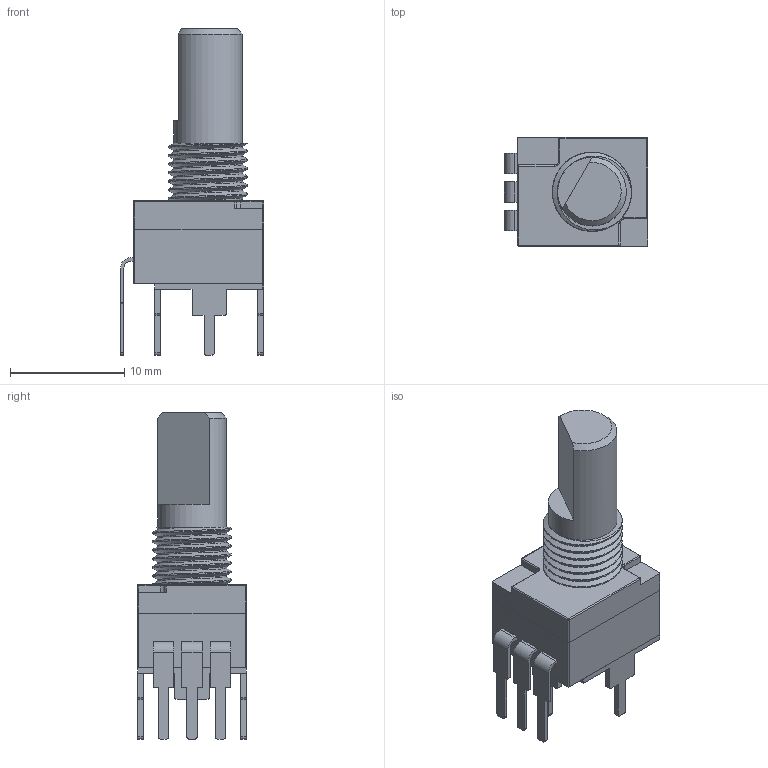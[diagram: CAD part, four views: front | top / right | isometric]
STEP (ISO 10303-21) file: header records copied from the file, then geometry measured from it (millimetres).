
FILE_DESCRIPTION(/* description */ ('Alpha RD901F 9 mm vertical potentiometer, D shaft (pin 1 centered). License: CC BY-SA 4.0.'),/* implementation_level */ '2;1');
FILE_NAME(/* name */ 'RD901F_V_D_pin_1_centered.step',/* time_stamp */ '2020-04-04T21:39:22+02:00',/* author */ ('HSBallina'),/* organization */ ('Bad Pixel'),/* preprocessor_version */ 'ST-DEVELOPER v18',/* originating_system */ 'Autodesk Translation Framework v8.12.0.6',/* authorisation */ '');
FILE_SCHEMA (('AUTOMOTIVE_DESIGN { 1 0 10303 214 3 1 1 }'));
Length unit declared in the file: millimetre
Products named in the file (1): RD901F
Bounding box: 12.5 x 9.5 x 28.5 mm (x, y, z)
Volume: 1248.1 mm3; surface area: 1590.5 mm2
Topology: 8 solids, 8 shells, 184 faces, 482 edges, 314 vertices
Faces by surface type: plane 98, cylinder 75, sphere 6, torus 2, bspline 2, cone 1
Full cylindrical faces by diameter (mm): 6 x1, 6.048 x6, 6.908 x6
Entity records: 6749 total; most frequent: CARTESIAN_POINT 2134, ORIENTED_EDGE 964, DIRECTION 939, EDGE_CURVE 482, LINE 317, VECTOR 317, VERTEX_POINT 314, AXIS2_PLACEMENT_3D 311
